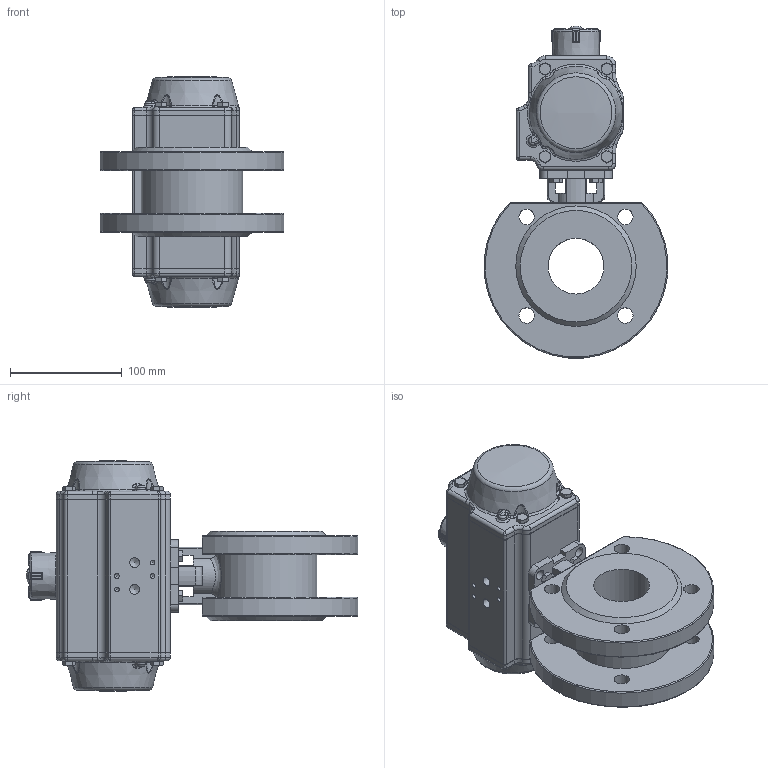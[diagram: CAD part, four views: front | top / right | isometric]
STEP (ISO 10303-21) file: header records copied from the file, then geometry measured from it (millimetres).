
FILE_DESCRIPTION(/* description */ ('Unknown'),/* implementation_level */ '2;1');
FILE_NAME(/* name */ 'DW040932-09',/* time_stamp */ '2022-07-12T12:05:09+02:00',/* author */ ('Unknown'),/* organization */ ('Unknown'),/* preprocessor_version */ 'ST-DEVELOPER v16.7',/* originating_system */ 'Solid Edge',/* authorisation */ 'Unknown');
FILE_SCHEMA (('AUTOMOTIVE_DESIGN {1 0 10303 214 3 1 1}'));
Length unit declared in the file: millimetre
Products named in the file (11): DW70-8.440.050; 8.440.050; DIN558_M_6x16.1.3; DW04_FR03_(DW70_FR52); ____; ________(___________; _____________; ______; hex head bolts-full thread grade c gb_GB_FASTENER_BOLT_HHBFTC M6X20-N; cup head nib bolts with large head gb_GB_FASTENER_BOLT_CHNBW M6X25-N; KP-75
Assembly tree (22 placements, depth 4):
  DW70-8.440.050
    8.440.050
    DIN558_M_6x16.1.3  x4
    DW04_FR03_(DW70_FR52)
      ____
        ________(___________  x2
        _____________  x2
        ______
      hex head bolts-full thread grade c gb_GB_FASTENER_BOLT_HHBFTC M6X20-N  x8
      cup head nib bolts with large head gb_GB_FASTENER_BOLT_CHNBW M6X25-N
      KP-75
Bounding box: 164.51 x 297.59 x 206.95 mm (x, y, z)
Volume: 2431293.5 mm3; surface area: 231941.7 mm2
Topology: 20 solids, 20 shells, 1073 faces, 2570 edges, 1552 vertices
Faces by surface type: plane 359, cylinder 331, bspline 134, cone 133, torus 99, sphere 17
Full cylindrical faces by diameter (mm): 3 x18, 3.3 x8, 4.2 x8, 4.66 x1, 5 x13, 6 x13, 6.2 x1, 6.8 x4, 7 x4, 8.8 x2, 9 x4, 13.835 x8, 19.5 x1, 21.8 x1, 24.6 x1, 24.8 x1, 32 x2, 38.5 x1, 41 x1, 50 x1
Entity records: 30579 total; most frequent: CARTESIAN_POINT 12491, DIRECTION 3546, ORIENTED_EDGE 3410, EDGE_CURVE 1705, AXIS2_PLACEMENT_3D 1417, VERTEX_POINT 1128, FACE_BOUND 981, EDGE_LOOP 954
